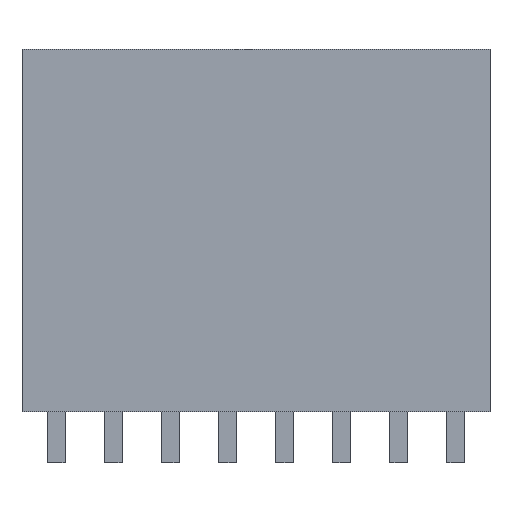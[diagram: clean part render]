
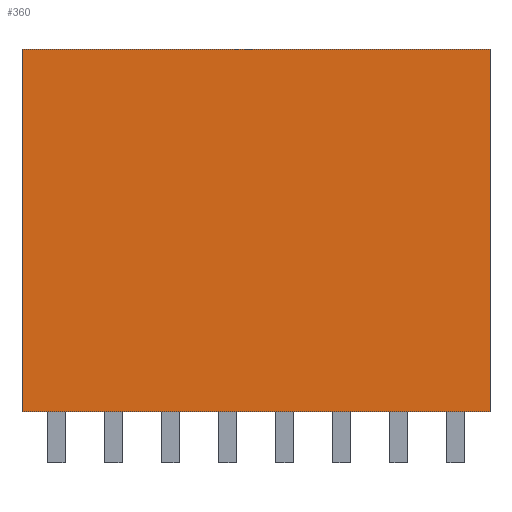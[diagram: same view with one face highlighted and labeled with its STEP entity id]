
A CAD part, left-side view. The second image highlights one B-rep face of the part: STEP entity #360.
In plain terms, the highlighted planar face has unit normal (-1, 0, 0).
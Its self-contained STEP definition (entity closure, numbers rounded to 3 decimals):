
#22 = VERTEX_POINT('',#23);
#23 = CARTESIAN_POINT('',(-1.207,1.524,16.129));
#31 = EDGE_CURVE('',#32,#22,#34,.T.);
#32 = VERTEX_POINT('',#33);
#33 = CARTESIAN_POINT('',(-1.207,-19.306,16.129));
#34 = LINE('',#35,#36);
#35 = CARTESIAN_POINT('',(-1.207,-19.306,16.129));
#36 = VECTOR('',#37,1.);
#37 = DIRECTION('',(0.,1.,0.));
#333 = EDGE_CURVE('',#334,#22,#336,.T.);
#334 = VERTEX_POINT('',#335);
#335 = CARTESIAN_POINT('',(-1.207,1.524,0.));
#336 = LINE('',#337,#338);
#337 = CARTESIAN_POINT('',(-1.207,1.524,0.));
#338 = VECTOR('',#339,1.);
#339 = DIRECTION('',(0.,0.,1.));
#360 = ADVANCED_FACE('',(#361),#379,.T.);
#361 = FACE_BOUND('',#362,.T.);
#362 = EDGE_LOOP('',(#363,#371,#372,#373));
#363 = ORIENTED_EDGE('',*,*,#364,.T.);
#364 = EDGE_CURVE('',#365,#32,#367,.T.);
#365 = VERTEX_POINT('',#366);
#366 = CARTESIAN_POINT('',(-1.207,-19.306,0.));
#367 = LINE('',#368,#369);
#368 = CARTESIAN_POINT('',(-1.207,-19.306,0.));
#369 = VECTOR('',#370,1.);
#370 = DIRECTION('',(0.,0.,1.));
#371 = ORIENTED_EDGE('',*,*,#31,.T.);
#372 = ORIENTED_EDGE('',*,*,#333,.F.);
#373 = ORIENTED_EDGE('',*,*,#374,.F.);
#374 = EDGE_CURVE('',#365,#334,#375,.T.);
#375 = LINE('',#376,#377);
#376 = CARTESIAN_POINT('',(-1.207,-19.306,0.));
#377 = VECTOR('',#378,1.);
#378 = DIRECTION('',(0.,1.,0.));
#379 = PLANE('',#380);
#380 = AXIS2_PLACEMENT_3D('',#381,#382,#383);
#381 = CARTESIAN_POINT('',(-1.207,-19.306,0.));
#382 = DIRECTION('',(-1.,0.,0.));
#383 = DIRECTION('',(0.,1.,0.));
